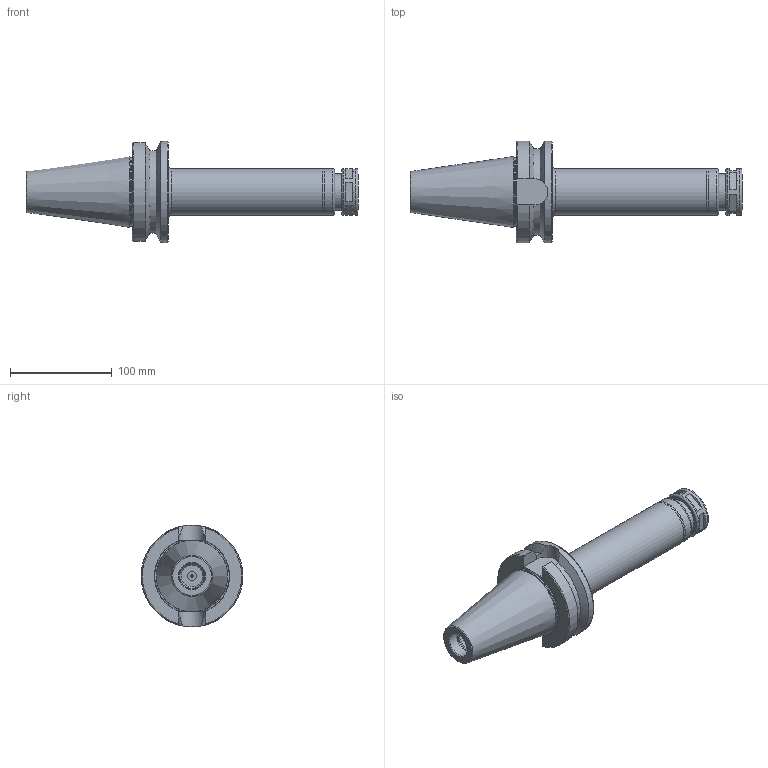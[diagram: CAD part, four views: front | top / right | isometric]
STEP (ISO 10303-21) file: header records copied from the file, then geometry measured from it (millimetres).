
FILE_DESCRIPTION((''),'2;1');
FILE_NAME('254010522225-3D.stp','2020-04-14T18:02:14',('nttooll'),(''),'Autodesk Inventor 2012','Autodesk Inventor 2012','');
FILE_SCHEMA(('AUTOMOTIVE_DESIGN { 1 0 10303 214 1 1 1 1 }'));
Length unit declared in the file: millimetre
Products named in the file (1): 254010522225-3D
Bounding box: 326.8 x 100 x 100 mm (x, y, z)
Volume: 666448.6 mm3; surface area: 97829.6 mm2
Topology: 1 solids, 1 shells, 112 faces, 228 edges, 142 vertices
Faces by surface type: plane 47, cylinder 33, cone 21, torus 11
Full cylindrical faces by diameter (mm): 2.5 x1, 8.5 x1, 9 x1, 17.5 x1, 18 x1, 21 x1, 21.3 x1, 21.8 x1, 21.9 x1, 22.3 x1, 23 x2, 24 x2, 25 x1, 25.4 x1, 28 x1, 30.4 x1, 32.5 x1, 36 x2, 45.6 x1, 46 x2, 46.3 x1, 68.9 x1, 100 x1
Entity records: 2734 total; most frequent: CARTESIAN_POINT 535, DIRECTION 478, ORIENTED_EDGE 346, AXIS2_PLACEMENT_3D 214, EDGE_LOOP 190, EDGE_CURVE 173, VERTEX_POINT 139, FACE_OUTER_BOUND 112
